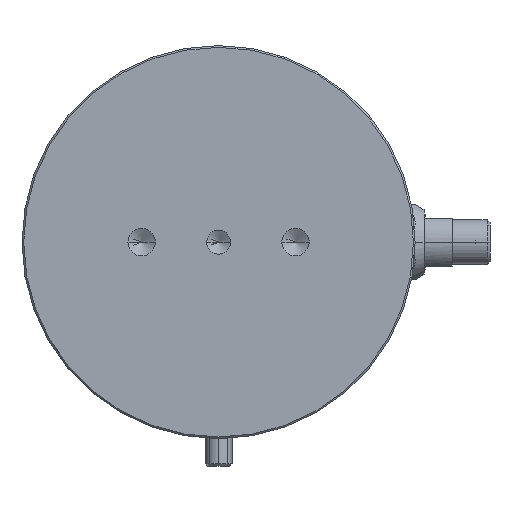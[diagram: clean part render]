
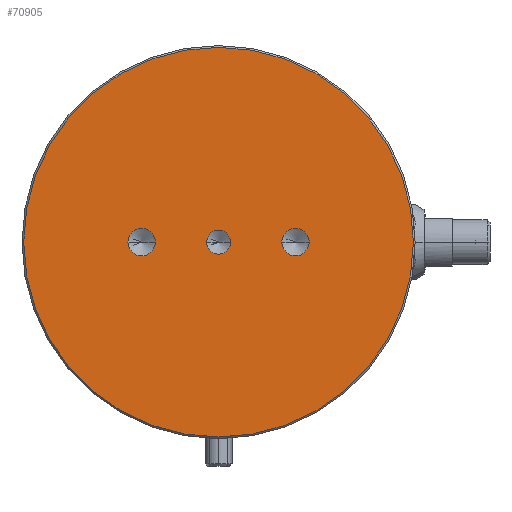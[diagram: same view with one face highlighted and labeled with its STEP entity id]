
A CAD part, left-side view. The second image highlights one B-rep face of the part: STEP entity #70905.
In plain terms, the highlighted planar face has unit normal (-1, 0, 0).
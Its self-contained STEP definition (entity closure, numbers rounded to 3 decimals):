
#22656=CARTESIAN_POINT('',(-130.,0.,0.));
#22657=DIRECTION('',(1.,0.,0.));
#22658=DIRECTION('',(0.,1.,0.));
#22659=AXIS2_PLACEMENT_3D('',#22656,#22657,#22658);
#22674=CARTESIAN_POINT('',(-130.,22.5,0.));
#22675=DIRECTION('',(1.,0.,0.));
#22676=DIRECTION('',(0.,-1.,0.));
#22677=AXIS2_PLACEMENT_3D('',#22674,#22675,#22676);
#22679=CARTESIAN_POINT('',(-130.,22.5,0.));
#22680=DIRECTION('',(1.,0.,0.));
#22681=DIRECTION('',(0.,1.,0.));
#22682=AXIS2_PLACEMENT_3D('',#22679,#22680,#22681);
#22684=CARTESIAN_POINT('',(-130.,-22.5,0.));
#22685=DIRECTION('',(-1.,0.,0.));
#22686=DIRECTION('',(0.,1.,0.));
#22687=AXIS2_PLACEMENT_3D('',#22684,#22685,#22686);
#22689=CARTESIAN_POINT('',(-130.,-22.5,0.));
#22690=DIRECTION('',(-1.,0.,0.));
#22691=DIRECTION('',(0.,-1.,0.));
#22692=AXIS2_PLACEMENT_3D('',#22689,#22690,#22691);
#22694=CARTESIAN_POINT('',(-130.,0.,0.));
#22695=DIRECTION('',(1.,0.,0.));
#22696=DIRECTION('',(0.,-1.,0.));
#22697=AXIS2_PLACEMENT_3D('',#22694,#22695,#22696);
#22699=CARTESIAN_POINT('',(-130.,0.,0.));
#22700=DIRECTION('',(1.,0.,0.));
#22701=DIRECTION('',(0.,1.,0.));
#22702=AXIS2_PLACEMENT_3D('',#22699,#22700,#22701);
#22704=CARTESIAN_POINT('',(-130.,0.,0.));
#22705=DIRECTION('',(-1.,0.,0.));
#22706=DIRECTION('',(0.,1.,0.));
#22707=AXIS2_PLACEMENT_3D('',#22704,#22705,#22706);
#50175=CARTESIAN_POINT('',(-130.,18.5,0.));
#50176=CARTESIAN_POINT('',(-130.,26.5,0.));
#50177=VERTEX_POINT('',#50175);
#50178=VERTEX_POINT('',#50176);
#50185=CARTESIAN_POINT('',(-130.,-18.5,0.));
#50186=CARTESIAN_POINT('',(-130.,-26.5,0.));
#50187=VERTEX_POINT('',#50185);
#50188=VERTEX_POINT('',#50186);
#50195=CARTESIAN_POINT('',(-130.,-3.5,0.));
#50196=CARTESIAN_POINT('',(-130.,3.5,0.));
#50197=VERTEX_POINT('',#50195);
#50198=VERTEX_POINT('',#50196);
#50199=CARTESIAN_POINT('',(-130.,57.,0.));
#50200=CARTESIAN_POINT('',(-130.,-57.,0.));
#50201=VERTEX_POINT('',#50199);
#50202=VERTEX_POINT('',#50200);
#70877=CARTESIAN_POINT('',(-130.,0.,0.));
#70878=DIRECTION('',(1.,0.,0.));
#70879=DIRECTION('',(0.,-1.,0.));
#70880=AXIS2_PLACEMENT_3D('',#70877,#70878,#70879);
#70881=PLANE('',#70880);
#70883=ORIENTED_EDGE('',*,*,#70882,.F.);
#70884=ORIENTED_EDGE('',*,*,#70867,.T.);
#70885=EDGE_LOOP('',(#70883,#70884));
#70886=FACE_OUTER_BOUND('',#70885,.F.);
#70888=ORIENTED_EDGE('',*,*,#70887,.F.);
#70890=ORIENTED_EDGE('',*,*,#70889,.F.);
#70891=EDGE_LOOP('',(#70888,#70890));
#70892=FACE_BOUND('',#70891,.F.);
#70894=ORIENTED_EDGE('',*,*,#70893,.T.);
#70896=ORIENTED_EDGE('',*,*,#70895,.T.);
#70897=EDGE_LOOP('',(#70894,#70896));
#70898=FACE_BOUND('',#70897,.F.);
#70900=ORIENTED_EDGE('',*,*,#70899,.F.);
#70902=ORIENTED_EDGE('',*,*,#70901,.F.);
#70903=EDGE_LOOP('',(#70900,#70902));
#70904=FACE_BOUND('',#70903,.F.);
#70905=ADVANCED_FACE('',(#70886,#70892,#70898,#70904),#70881,.F.);
#22660=CIRCLE('',#22659,57.);
#22678=CIRCLE('',#22677,4.);
#22683=CIRCLE('',#22682,4.);
#22688=CIRCLE('',#22687,4.);
#22693=CIRCLE('',#22692,4.);
#22698=CIRCLE('',#22697,3.5);
#22703=CIRCLE('',#22702,3.5);
#22708=CIRCLE('',#22707,57.);
#70867=EDGE_CURVE('',#50201,#50202,#22660,.T.);
#70882=EDGE_CURVE('',#50201,#50202,#22708,.T.);
#70887=EDGE_CURVE('',#50177,#50178,#22678,.T.);
#70889=EDGE_CURVE('',#50178,#50177,#22683,.T.);
#70893=EDGE_CURVE('',#50187,#50188,#22688,.T.);
#70895=EDGE_CURVE('',#50188,#50187,#22693,.T.);
#70899=EDGE_CURVE('',#50197,#50198,#22698,.T.);
#70901=EDGE_CURVE('',#50198,#50197,#22703,.T.);
